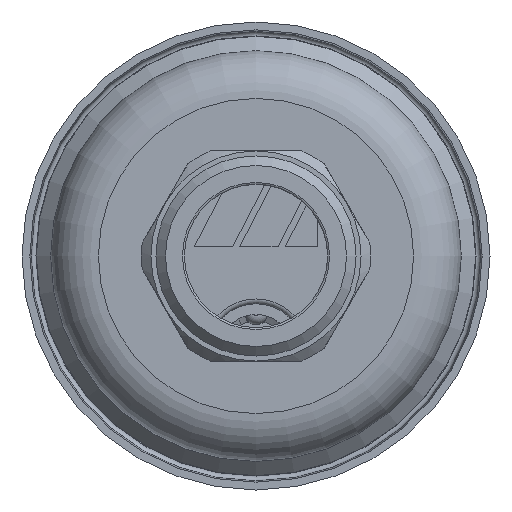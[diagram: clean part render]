
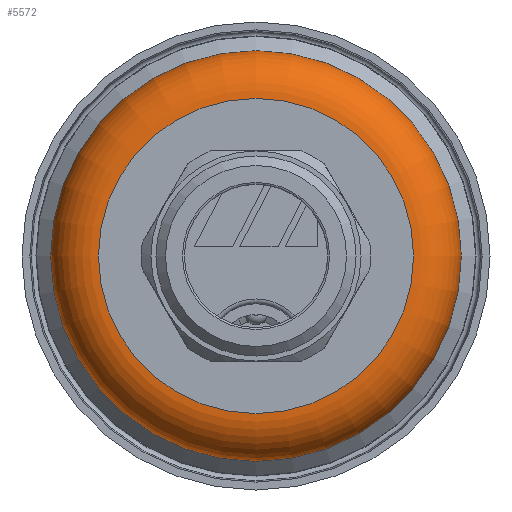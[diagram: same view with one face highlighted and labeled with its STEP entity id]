
A CAD part, front view. The second image highlights one B-rep face of the part: STEP entity #5572.
In plain terms, the highlighted toroidal (fillet/blend) face has major radius 16.5 mm and minor radius 5 mm.
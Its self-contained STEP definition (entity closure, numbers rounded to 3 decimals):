
#244 = CARTESIAN_POINT ( 'NONE',  ( 31.537, -16.659, -26.129 ) ) ;
#284 = ORIENTED_EDGE ( 'NONE', *, *, #2947, .T. ) ;
#514 = DIRECTION ( 'NONE',  ( 0., 1., 0. ) ) ;
#751 = DIRECTION ( 'NONE',  ( 0., 1., 0. ) ) ;
#1475 = ORIENTED_EDGE ( 'NONE', *, *, #3888, .F. ) ;
#1494 = CIRCLE ( 'NONE', #1770, 21.5 ) ;
#1770 = AXIS2_PLACEMENT_3D ( 'NONE', #3575, #514, #4064 ) ;
#2020 = CIRCLE ( 'NONE', #3174, 16.5 ) ;
#2050 = CARTESIAN_POINT ( 'NONE',  ( 31.537, -21.659, -26.129 ) ) ;
#2559 = DIRECTION ( 'NONE',  ( 0., 0., 1. ) ) ;
#2918 = VERTEX_POINT ( 'NONE', #4323 ) ;
#2947 = EDGE_CURVE ( 'NONE', #4573, #4573, #2020, .T. ) ;
#3081 = FACE_OUTER_BOUND ( 'NONE', #5768, .T. ) ;
#3174 = AXIS2_PLACEMENT_3D ( 'NONE', #2050, #5591, #2559 ) ;
#3407 = TOROIDAL_SURFACE ( 'NONE', #5532, 16.5, 5. ) ;
#3575 = CARTESIAN_POINT ( 'NONE',  ( 31.537, -16.659, -26.129 ) ) ;
#3888 = EDGE_CURVE ( 'NONE', #2918, #2918, #1494, .T. ) ;
#4064 = DIRECTION ( 'NONE',  ( 0., 0., 1. ) ) ;
#4323 = CARTESIAN_POINT ( 'NONE',  ( 31.537, -16.659, -4.629 ) ) ;
#4573 = VERTEX_POINT ( 'NONE', #4827 ) ;
#4817 = DIRECTION ( 'NONE',  ( 0., 0., 1. ) ) ;
#4827 = CARTESIAN_POINT ( 'NONE',  ( 31.537, -21.659, -9.629 ) ) ;
#4982 = EDGE_LOOP ( 'NONE', ( #284 ) ) ;
#5532 = AXIS2_PLACEMENT_3D ( 'NONE', #244, #751, #4817 ) ;
#5572 = ADVANCED_FACE ( 'NONE', ( #3081, #5623 ), #3407, .T. ) ;
#5591 = DIRECTION ( 'NONE',  ( 0., 1., 0. ) ) ;
#5623 = FACE_OUTER_BOUND ( 'NONE', #4982, .T. ) ;
#5768 = EDGE_LOOP ( 'NONE', ( #1475 ) ) ;
